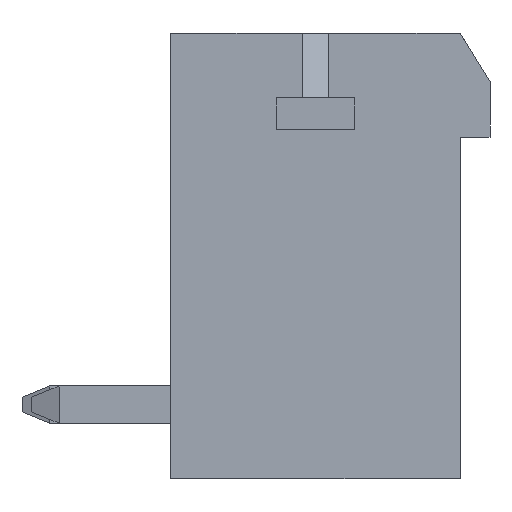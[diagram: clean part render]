
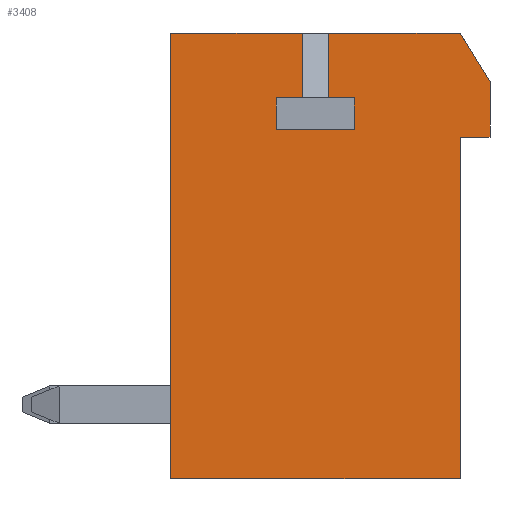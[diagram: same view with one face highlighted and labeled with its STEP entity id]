
A CAD part, left-side view. The second image highlights one B-rep face of the part: STEP entity #3408.
In plain terms, the highlighted planar face has unit normal (-1, 0, 0).
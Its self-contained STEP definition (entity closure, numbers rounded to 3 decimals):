
#85=ORIENTED_EDGE('',*,*,#1081,.T.);
#86=ORIENTED_EDGE('',*,*,#1082,.T.);
#87=ORIENTED_EDGE('',*,*,#1083,.T.);
#88=ORIENTED_EDGE('',*,*,#1084,.T.);
#89=ORIENTED_EDGE('',*,*,#1085,.T.);
#90=ORIENTED_EDGE('',*,*,#1086,.T.);
#91=ORIENTED_EDGE('',*,*,#1087,.T.);
#92=ORIENTED_EDGE('',*,*,#1088,.T.);
#93=ORIENTED_EDGE('',*,*,#1089,.T.);
#94=ORIENTED_EDGE('',*,*,#1090,.T.);
#95=ORIENTED_EDGE('',*,*,#1091,.T.);
#96=ORIENTED_EDGE('',*,*,#1092,.T.);
#97=ORIENTED_EDGE('',*,*,#1093,.T.);
#98=ORIENTED_EDGE('',*,*,#1094,.T.);
#99=ORIENTED_EDGE('',*,*,#1095,.T.);
#1081=EDGE_CURVE('',#1579,#1580,#1907,.T.);
#1082=EDGE_CURVE('',#1580,#1581,#1908,.T.);
#1083=EDGE_CURVE('',#1581,#1582,#1909,.T.);
#1084=EDGE_CURVE('',#1582,#1583,#1910,.T.);
#1085=EDGE_CURVE('',#1583,#1584,#1911,.T.);
#1086=EDGE_CURVE('',#1584,#1585,#1912,.T.);
#1087=EDGE_CURVE('',#1585,#1586,#1913,.T.);
#1088=EDGE_CURVE('',#1586,#1587,#1914,.T.);
#1089=EDGE_CURVE('',#1587,#1588,#1915,.T.);
#1090=EDGE_CURVE('',#1588,#1589,#1916,.T.);
#1091=EDGE_CURVE('',#1589,#1590,#1917,.T.);
#1092=EDGE_CURVE('',#1590,#1591,#1918,.T.);
#1093=EDGE_CURVE('',#1591,#1592,#1919,.T.);
#1094=EDGE_CURVE('',#1592,#1593,#1920,.T.);
#1095=EDGE_CURVE('',#1593,#1579,#1921,.T.);
#1579=VERTEX_POINT('',#4741);
#1580=VERTEX_POINT('',#4742);
#1581=VERTEX_POINT('',#4744);
#1582=VERTEX_POINT('',#4746);
#1583=VERTEX_POINT('',#4748);
#1584=VERTEX_POINT('',#4750);
#1585=VERTEX_POINT('',#4752);
#1586=VERTEX_POINT('',#4754);
#1587=VERTEX_POINT('',#4756);
#1588=VERTEX_POINT('',#4758);
#1589=VERTEX_POINT('',#4760);
#1590=VERTEX_POINT('',#4762);
#1591=VERTEX_POINT('',#4764);
#1592=VERTEX_POINT('',#4766);
#1593=VERTEX_POINT('',#4768);
#1907=LINE('',#4740,#2375);
#1908=LINE('',#4743,#2376);
#1909=LINE('',#4745,#2377);
#1910=LINE('',#4747,#2378);
#1911=LINE('',#4749,#2379);
#1912=LINE('',#4751,#2380);
#1913=LINE('',#4753,#2381);
#1914=LINE('',#4755,#2382);
#1915=LINE('',#4757,#2383);
#1916=LINE('',#4759,#2384);
#1917=LINE('',#4761,#2385);
#1918=LINE('',#4763,#2386);
#1919=LINE('',#4765,#2387);
#1920=LINE('',#4767,#2388);
#1921=LINE('',#4769,#2389);
#2375=VECTOR('',#3838,1000.);
#2376=VECTOR('',#3839,1000.);
#2377=VECTOR('',#3840,1000.);
#2378=VECTOR('',#3841,1000.);
#2379=VECTOR('',#3842,1000.);
#2380=VECTOR('',#3843,1000.);
#2381=VECTOR('',#3844,1000.);
#2382=VECTOR('',#3845,1000.);
#2383=VECTOR('',#3846,1000.);
#2384=VECTOR('',#3847,1000.);
#2385=VECTOR('',#3848,1000.);
#2386=VECTOR('',#3849,1000.);
#2387=VECTOR('',#3850,1000.);
#2388=VECTOR('',#3851,1000.);
#2389=VECTOR('',#3852,1000.);
#2843=EDGE_LOOP('',(#85,#86,#87,#88,#89,#90,#91,#92,#93,#94,#95,#96,#97,
#98,#99));
#3041=FACE_BOUND('',#2843,.T.);
#3239=PLANE('',#3617);
#3408=ADVANCED_FACE('',(#3041),#3239,.T.);
#3617=AXIS2_PLACEMENT_3D('',#4739,#3836,#3837);
#3836=DIRECTION('',(-1.,0.,0.));
#3837=DIRECTION('',(0.,0.,1.));
#3838=DIRECTION('',(0.,1.,0.));
#3839=DIRECTION('',(0.,0.,-1.));
#3840=DIRECTION('',(0.,-1.,0.));
#3841=DIRECTION('',(0.,0.,-1.));
#3842=DIRECTION('',(0.,1.,0.));
#3843=DIRECTION('',(0.,0.,1.));
#3844=DIRECTION('',(0.,-1.,0.));
#3845=DIRECTION('',(0.,0.,1.));
#3846=DIRECTION('',(0.,1.,0.));
#3847=DIRECTION('',(0.,0.,-1.));
#3848=DIRECTION('',(0.,-1.,0.));
#3849=DIRECTION('',(0.,0.,1.));
#3850=DIRECTION('',(0.,-1.,0.));
#3851=DIRECTION('',(0.,0.,1.));
#3852=DIRECTION('',(0.,0.524,0.852));
#4739=CARTESIAN_POINT('',(-11.16,0.,0.));
#4740=CARTESIAN_POINT('',(-11.16,-3.9,6.));
#4741=CARTESIAN_POINT('',(-11.16,-3.9,6.));
#4742=CARTESIAN_POINT('',(-11.16,-0.35,6.));
#4743=CARTESIAN_POINT('',(-11.16,-0.35,6.));
#4744=CARTESIAN_POINT('',(-11.16,-0.35,4.26));
#4745=CARTESIAN_POINT('',(-11.16,-0.35,4.26));
#4746=CARTESIAN_POINT('',(-11.16,-1.051,4.26));
#4747=CARTESIAN_POINT('',(-11.16,-1.051,4.26));
#4748=CARTESIAN_POINT('',(-11.16,-1.051,3.4));
#4749=CARTESIAN_POINT('',(-11.16,-1.051,3.4));
#4750=CARTESIAN_POINT('',(-11.16,1.051,3.4));
#4751=CARTESIAN_POINT('',(-11.16,1.051,3.4));
#4752=CARTESIAN_POINT('',(-11.16,1.051,4.26));
#4753=CARTESIAN_POINT('',(-11.16,1.051,4.26));
#4754=CARTESIAN_POINT('',(-11.16,0.35,4.26));
#4755=CARTESIAN_POINT('',(-11.16,0.35,4.26));
#4756=CARTESIAN_POINT('',(-11.16,0.35,6.));
#4757=CARTESIAN_POINT('',(-11.16,-3.9,6.));
#4758=CARTESIAN_POINT('',(-11.16,3.9,6.));
#4759=CARTESIAN_POINT('',(-11.16,3.9,6.));
#4760=CARTESIAN_POINT('',(-11.16,3.9,-6.));
#4761=CARTESIAN_POINT('',(-11.16,3.9,-6.));
#4762=CARTESIAN_POINT('',(-11.16,-3.9,-6.));
#4763=CARTESIAN_POINT('',(-11.16,-3.9,-6.));
#4764=CARTESIAN_POINT('',(-11.16,-3.9,3.2));
#4765=CARTESIAN_POINT('',(-11.16,-3.9,3.2));
#4766=CARTESIAN_POINT('',(-11.16,-4.7,3.2));
#4767=CARTESIAN_POINT('',(-11.16,-4.7,3.2));
#4768=CARTESIAN_POINT('',(-11.16,-4.7,4.7));
#4769=CARTESIAN_POINT('',(-11.16,-4.7,4.7));
